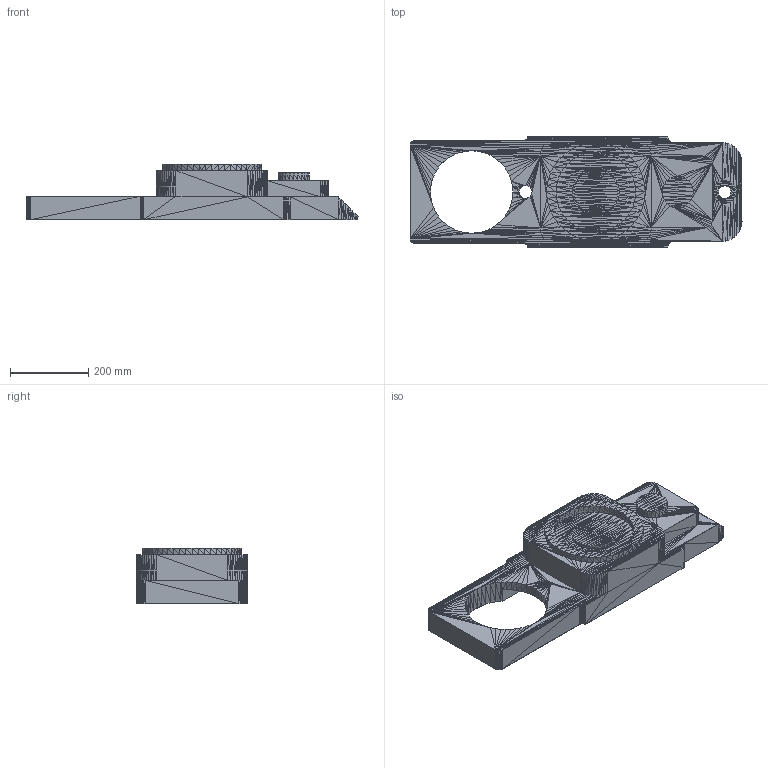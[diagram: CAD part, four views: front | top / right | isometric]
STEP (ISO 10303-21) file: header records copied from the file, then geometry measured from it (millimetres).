
FILE_DESCRIPTION(/* description */ (''),/* implementation_level */ '2;1');
FILE_NAME(/* name */ 'front.step',/* time_stamp */ '2025-08-31T18:17:01+02:00',/* author */ (''),/* organization */ (''),/* preprocessor_version */ 'ST-DEVELOPER v20.1',/* originating_system */ 'Autodesk Translation Framework v14.10.0.0',/* authorisation */ '');
FILE_SCHEMA (('AUTOMOTIVE_DESIGN { 1 0 10303 214 3 1 1 }'));
Length unit declared in the file: millimetre
Products named in the file (1): 2025-08-31-18-16-12-074
Bounding box: 850.21 x 284 x 142 mm (x, y, z)
Volume: 9445992.1 mm3; surface area: 821767.4 mm2
Topology: 1 solids, 1 shells, 2681 faces, 4024 edges, 1339 vertices
Faces by surface type: plane 2681
Entity records: 52335 total; most frequent: DIRECTION 9388, ORIENTED_EDGE 8048, CARTESIAN_POINT 8045, LINE 4024, VECTOR 4024, EDGE_CURVE 4024, AXIS2_PLACEMENT_3D 2682, FACE_OUTER_BOUND 2681
